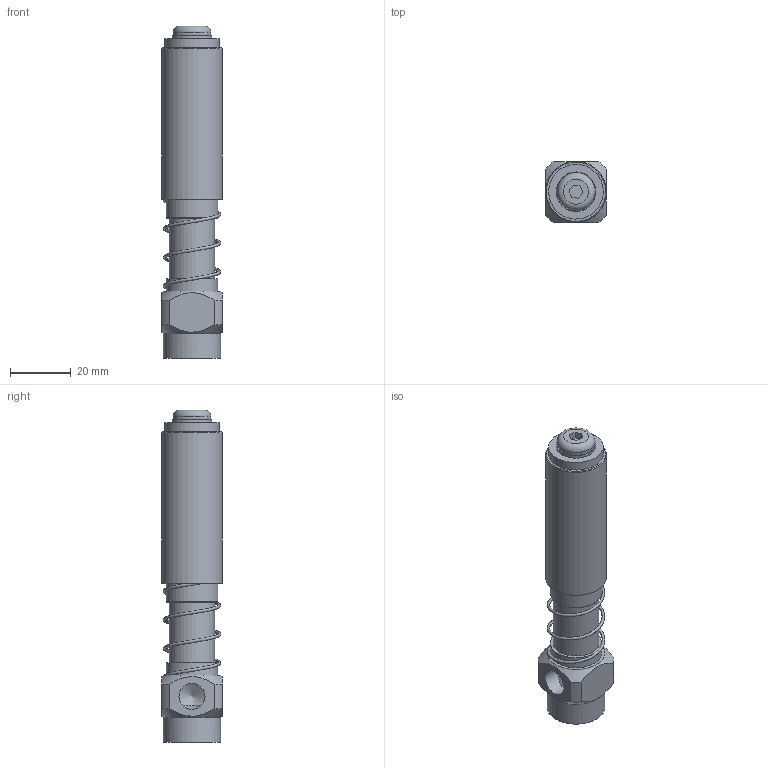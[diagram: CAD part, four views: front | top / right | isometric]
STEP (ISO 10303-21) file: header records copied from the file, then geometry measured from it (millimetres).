
FILE_DESCRIPTION(('STEP AP214'),'1');
FILE_NAME('Spring.Loaded.Vaccum.Cup.Arm.Smooth.Body.(Rotative).20.G1-4-G1-8.S20_MA.GGD.20141820.STEP.stp','2018-08-25T08:52:17',(' '),(' '),'Spatial InterOp 3D',' ',' ');
FILE_SCHEMA(('AUTOMOTIVE_DESIGN { 1 0 10303 214 1 1 1 1 }'));
Length unit declared in the file: millimetre
Products named in the file (8): Spring.Loaded.Vaccum.Cup.Arm.Smooth.Body.(Rotative).20.G1-4-G1-8.S20_MA.GGD.20141820.STEP; Spring.Loaded.Vaccum.Cup.Arm.Smooth.Body.(Rotative).20.G1-4-G1-8.S20_MA.GGD.20141820.STEP0
Assembly tree (7 placements, depth 2):
  Spring.Loaded.Vaccum.Cup.Arm.Smooth.Body.(Rotative).20.G1-4-G1-8.S20_MA.GGD.20141820.STEP
    Spring.Loaded.Vaccum.Cup.Arm.Smooth.Body.(Rotative).20.G1-4-G1-8.S20_MA.GGD.20141820.STEP
    Spring.Loaded.Vaccum.Cup.Arm.Smooth.Body.(Rotative).20.G1-4-G1-8.S20_MA.GGD.20141820.STEP
    Spring.Loaded.Vaccum.Cup.Arm.Smooth.Body.(Rotative).20.G1-4-G1-8.S20_MA.GGD.20141820.STEP
    Spring.Loaded.Vaccum.Cup.Arm.Smooth.Body.(Rotative).20.G1-4-G1-8.S20_MA.GGD.20141820.STEP0
    Spring.Loaded.Vaccum.Cup.Arm.Smooth.Body.(Rotative).20.G1-4-G1-8.S20_MA.GGD.20141820.STEP
    Spring.Loaded.Vaccum.Cup.Arm.Smooth.Body.(Rotative).20.G1-4-G1-8.S20_MA.GGD.20141820.STEP
    Spring.Loaded.Vaccum.Cup.Arm.Smooth.Body.(Rotative).20.G1-4-G1-8.S20_MA.GGD.20141820.STEP
Bounding box: 20 x 20 x 109.2 mm (x, y, z)
Volume: 24612.8 mm3; surface area: 17759.1 mm2
Topology: 7 solids, 7 shells, 68 faces, 141 edges, 93 vertices
Faces by surface type: plane 31, cylinder 23, cone 12, bspline 1, torus 1
Full cylindrical faces by diameter (mm): 6.647 x1, 8 x1, 8.3 x2, 8.5 x1, 8.566 x1, 8.917 x1, 10 x1, 11.445 x1, 12.5 x1, 13 x1, 15 x1, 15.2 x1, 17 x2, 18 x1, 19 x1, 20 x1
Entity records: 3775 total; most frequent: CARTESIAN_POINT 1774, DIRECTION 288, ORIENTED_EDGE 200, AXIS2_PLACEMENT_3D 131, EDGE_LOOP 113, EDGE_CURVE 100, FACE_OUTER_BOUND 87, VERTEX_POINT 82
